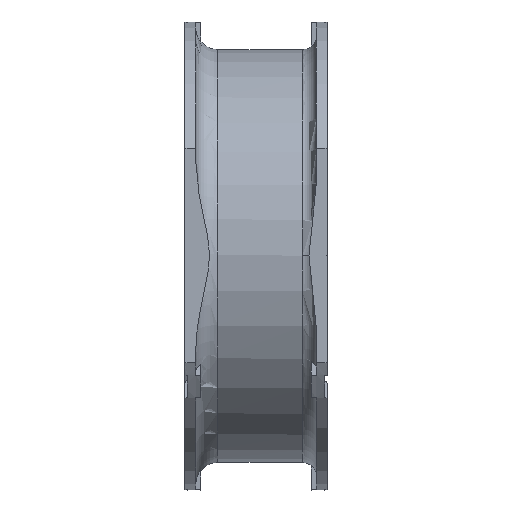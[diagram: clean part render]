
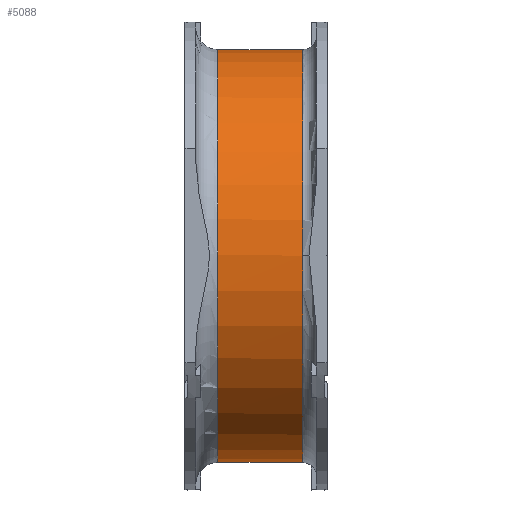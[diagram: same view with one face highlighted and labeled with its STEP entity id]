
A CAD part, top view. The second image highlights one B-rep face of the part: STEP entity #5088.
In plain terms, the highlighted cylindrical face has radius 75.425 mm (diameter 150.85 mm), a partial arc.
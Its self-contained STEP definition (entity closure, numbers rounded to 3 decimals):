
#195=CARTESIAN_POINT('',(17.,0.,0.));
#196=DIRECTION('',(-1.,0.,0.));
#197=DIRECTION('',(0.,0.,1.));
#198=AXIS2_PLACEMENT_3D('',#195,#196,#197);
#260=CARTESIAN_POINT('',(17.,0.,0.));
#261=DIRECTION('',(-1.,0.,0.));
#262=DIRECTION('',(0.,-1.,0.));
#263=AXIS2_PLACEMENT_3D('',#260,#261,#262);
#1288=CARTESIAN_POINT('',(-14.,0.,0.));
#1289=DIRECTION('',(1.,0.,0.));
#1290=DIRECTION('',(0.,1.,0.));
#1291=AXIS2_PLACEMENT_3D('',#1288,#1289,#1290);
#1293=CARTESIAN_POINT('',(-14.,0.,0.));
#1294=DIRECTION('',(1.,0.,0.));
#1295=DIRECTION('',(0.,-1.,0.006));
#1296=AXIS2_PLACEMENT_3D('',#1293,#1294,#1295);
#1711=DIRECTION('',(-1.,0.,0.));
#1712=VECTOR('',#1711,31.);
#1713=CARTESIAN_POINT('',(17.,-75.425,0.));
#1714=LINE('',#1713,#1712);
#1715=DIRECTION('',(-1.,0.,0.));
#1716=VECTOR('',#1715,31.);
#1717=CARTESIAN_POINT('',(17.,75.425,0.));
#1718=LINE('',#1717,#1716);
#2836=CARTESIAN_POINT('',(-14.,75.425,0.));
#2837=VERTEX_POINT('',#2836);
#2838=CARTESIAN_POINT('',(-14.,-75.424,0.419));
#2839=VERTEX_POINT('',#2838);
#2840=CARTESIAN_POINT('',(-14.,-75.425,0.));
#2841=VERTEX_POINT('',#2840);
#3185=CARTESIAN_POINT('',(17.,-0.001,75.425));
#3186=VERTEX_POINT('',#3185);
#3187=CARTESIAN_POINT('',(17.,75.425,0.));
#3188=VERTEX_POINT('',#3187);
#3189=CARTESIAN_POINT('',(17.,-75.425,0.));
#3190=VERTEX_POINT('',#3189);
#5073=CARTESIAN_POINT('',(-22.,0.,0.));
#5074=DIRECTION('',(1.,0.,0.));
#5075=DIRECTION('',(0.,-1.,0.));
#5076=AXIS2_PLACEMENT_3D('',#5073,#5074,#5075);
#5077=CYLINDRICAL_SURFACE('',#5076,75.425);
#5078=ORIENTED_EDGE('',*,*,#4585,.F.);
#5079=ORIENTED_EDGE('',*,*,#4583,.F.);
#5081=ORIENTED_EDGE('',*,*,#5080,.F.);
#5082=ORIENTED_EDGE('',*,*,#3512,.F.);
#5083=ORIENTED_EDGE('',*,*,#3572,.F.);
#5085=ORIENTED_EDGE('',*,*,#5084,.T.);
#5086=EDGE_LOOP('',(#5078,#5079,#5081,#5082,#5083,#5085));
#5087=FACE_OUTER_BOUND('',#5086,.F.);
#199=CIRCLE('',#198,75.425);
#264=CIRCLE('',#263,75.425);
#1292=CIRCLE('',#1291,75.425);
#1297=CIRCLE('',#1296,75.425);
#3512=EDGE_CURVE('',#3186,#3188,#199,.T.);
#3572=EDGE_CURVE('',#3190,#3186,#264,.T.);
#4583=EDGE_CURVE('',#2837,#2839,#1292,.T.);
#4585=EDGE_CURVE('',#2839,#2841,#1297,.T.);
#5080=EDGE_CURVE('',#3188,#2837,#1718,.T.);
#5084=EDGE_CURVE('',#3190,#2841,#1714,.T.);
#5088=ADVANCED_FACE('',(#5087),#5077,.T.);
